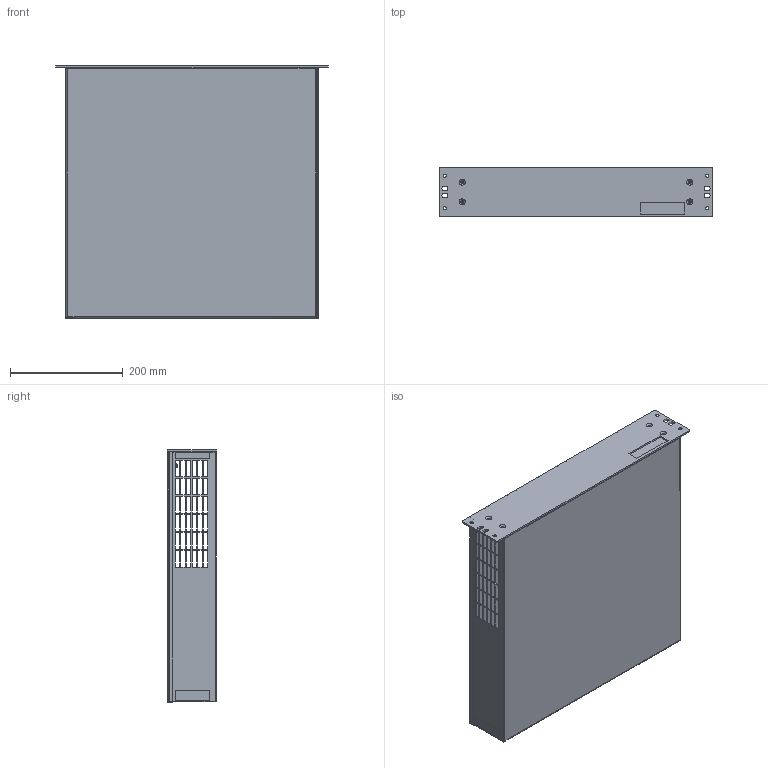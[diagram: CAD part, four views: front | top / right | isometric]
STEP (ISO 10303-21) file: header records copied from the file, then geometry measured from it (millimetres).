
FILE_DESCRIPTION((''),'2;1');
FILE_NAME('KG2020_COMPLETE_ASM','2013-08-07T',('andreso'),(''),'PRO/ENGINEER BY PARAMETRIC TECHNOLOGY CORPORATION, 2010040','PRO/ENGINEER BY PARAMETRIC TECHNOLOGY CORPORATION, 2010040','');
FILE_SCHEMA(('CONFIG_CONTROL_DESIGN'));
Length unit declared in the file: millimetre
Products named in the file (9): KG2020_CABINET; POPNUT_M4_HEX_CLOSED_STEEL; CAGE_NUT_GENERIC; KG2020_CABINET_ASM; KG2020_COVER; KG2020_INS_COVER; KG2020_COVER_ASM; 2019_FRONT_PANEL; KG2020_COMPLETE_ASM
Assembly tree (14 placements, depth 3):
  KG2020_COMPLETE_ASM
    KG2020_CABINET_ASM
      KG2020_CABINET
      POPNUT_M4_HEX_CLOSED_STEEL  x4
      CAGE_NUT_GENERIC  x4
    KG2020_COVER_ASM
      KG2020_COVER
      KG2020_INS_COVER
    2019_FRONT_PANEL
Bounding box: 483 x 88.1 x 447 mm (x, y, z)
Volume: 1236149.1 mm3; surface area: 1579103.6 mm2
Topology: 12 solids, 12 shells, 1530 faces, 4152 edges, 2660 vertices
Faces by surface type: plane 1137, cylinder 277, bspline 84, cone 32
Entity records: 44111 total; most frequent: CARTESIAN_POINT 12700, ORIENTED_EDGE 6684, DIRECTION 5786, EDGE_CURVE 3342, VECTOR 2826, LINE 2826, VERTEX_POINT 2132, EDGE_LOOP 1612
